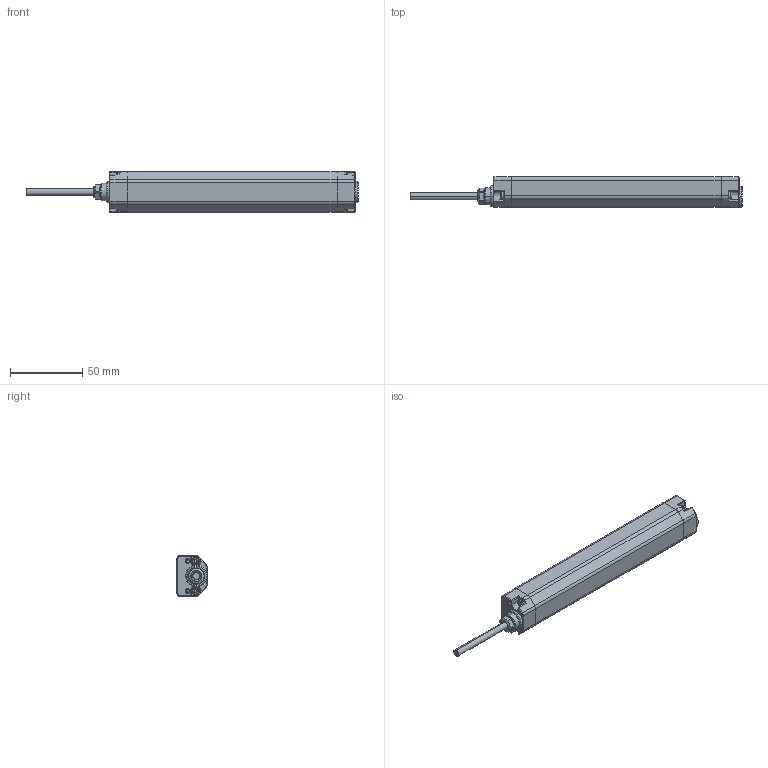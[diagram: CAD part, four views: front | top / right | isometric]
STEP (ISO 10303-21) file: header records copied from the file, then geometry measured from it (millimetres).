
FILE_DESCRIPTION((''),'2;1');
FILE_NAME('157887_ASM','2016-06-14T',('PDMAdmin'),(''),'PRO/ENGINEER BY PARAMETRIC TECHNOLOGY CORPORATION, 2016010','PRO/ENGINEER BY PARAMETRIC TECHNOLOGY CORPORATION, 2016010','');
FILE_SCHEMA(('CONFIG_CONTROL_DESIGN'));
Products named in the file (12): 154026_AF1; 139151_145MM; 156547; 153168; CABLE_190; 153169; 114466; 156546_AF31; 114466_AF5; 114466_AF4; 156997; 157887_ASM
Assembly tree (13 placements, depth 2):
  157887_ASM
    154026_AF1
    139151_145MM  x2
    156547
    153168
    CABLE_190
    153169
    114466  x2
    156546_AF31
    114466_AF5
    114466_AF4
    156997
Bounding box: 229.5 x 21.01 x 28 mm (x, y, z)
Volume: 42984.7 mm3; surface area: 49958.8 mm2
Topology: 13 solids, 18 shells, 1303 faces, 3510 edges, 2237 vertices
Faces by surface type: plane 479, cylinder 472, bspline 134, cone 132, torus 68, sphere 16, extrusion 2
Entity records: 53858 total; most frequent: CARTESIAN_POINT 26585, ORIENTED_EDGE 6010, DIRECTION 5225, EDGE_CURVE 3015, VERTEX_POINT 1916, AXIS2_PLACEMENT_3D 1912, VECTOR 1401, LINE 1399
